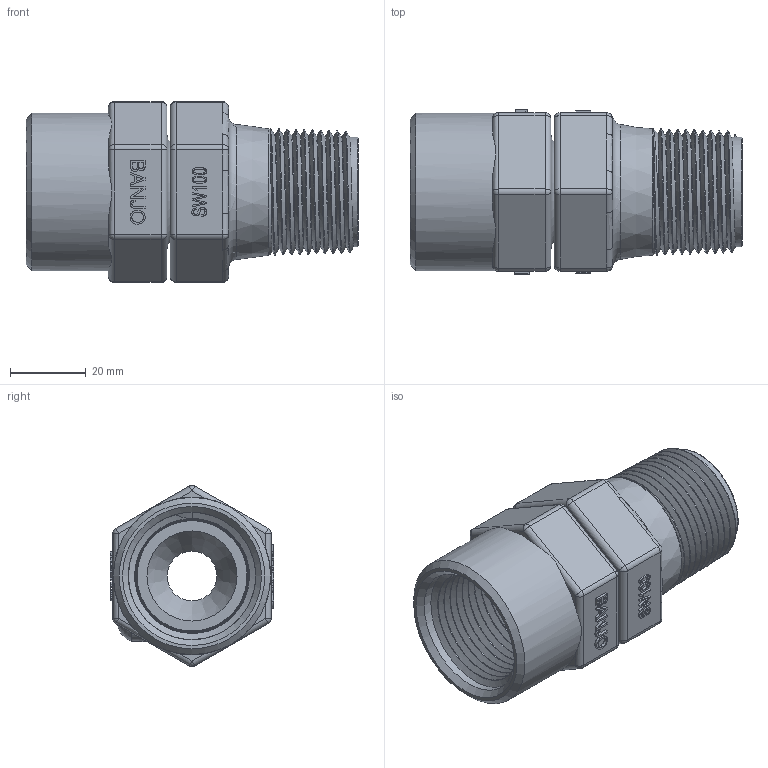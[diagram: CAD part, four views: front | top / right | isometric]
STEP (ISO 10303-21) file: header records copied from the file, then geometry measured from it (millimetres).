
FILE_DESCRIPTION(/* description */ ('1" Female Swivel End'),/* implementation_level */ '2;1');
FILE_NAME(/* name */ 'SW100.stp',/* time_stamp */ '2013-12-03T15:00:39-05:00',/* author */ ('DTruax'),/* organization */ (''),/* preprocessor_version */ 'ST-DEVELOPER v15.2',/* originating_system */ 'Autodesk Inventor 2014',/* authorisation */ '');
FILE_SCHEMA (('AUTOMOTIVE_DESIGN { 1 0 10303 214 3 1 1 }'));
Length unit declared in the file: inch
Products named in the file (7): SW101; SWX102; SW102; SW103; V20163; SW105; SW100
Bounding box: 87.93 x 43.43 x 47.92 mm (x, y, z)
Volume: 74335.2 mm3; surface area: 33470.4 mm2
Topology: 6 solids, 6 shells, 497 faces, 1257 edges, 801 vertices
Faces by surface type: plane 219, bspline 124, cylinder 85, cone 33, sphere 25, torus 11
Full cylindrical faces by diameter (mm): 4.47 x1, 4.978 x1, 13.208 x1, 13.31 x1, 20.599 x2, 20.93 x1, 21.057 x1, 21.336 x1, 24.409 x3, 24.562 x1, 41.656 x1
Entity records: 20275 total; most frequent: CARTESIAN_POINT 9804, ORIENTED_EDGE 2300, DIRECTION 1751, EDGE_CURVE 1150, VERTEX_POINT 757, LINE 649, VECTOR 649, EDGE_LOOP 551
